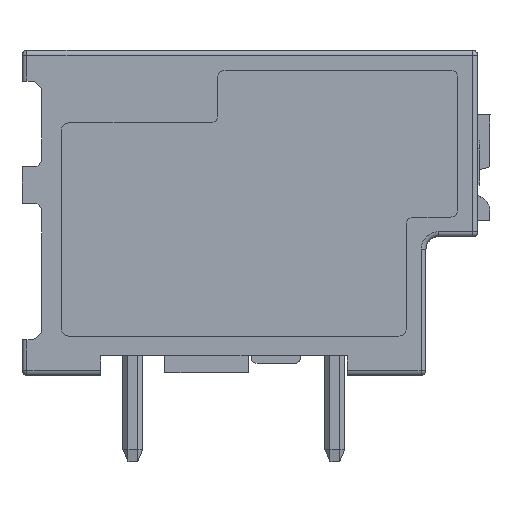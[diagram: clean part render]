
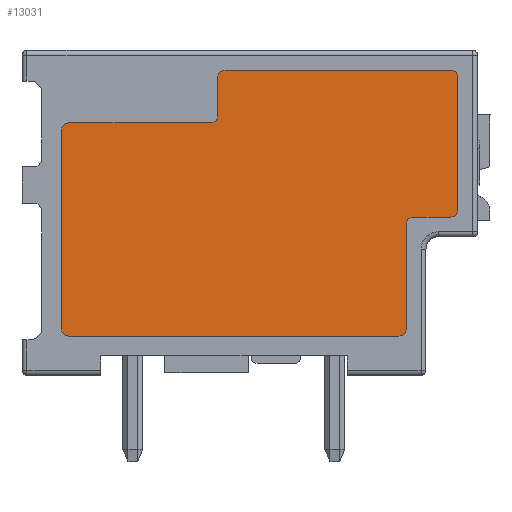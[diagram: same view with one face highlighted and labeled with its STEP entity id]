
A CAD part, left-side view. The second image highlights one B-rep face of the part: STEP entity #13031.
In plain terms, the highlighted planar face has unit normal (-1, 0, 0).
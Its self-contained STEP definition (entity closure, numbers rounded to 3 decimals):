
#86=AXIS2_PLACEMENT_3D('Circle Axis2P3D',#84,#85,$) ;
#191=AXIS2_PLACEMENT_3D('Circle Axis2P3D',#189,#190,$) ;
#273=AXIS2_PLACEMENT_3D('Circle Axis2P3D',#271,#272,$) ;
#12823=AXIS2_PLACEMENT_3D('Circle Axis2P3D',#12821,#12822,$) ;
#12873=AXIS2_PLACEMENT_3D('Circle Axis2P3D',#12871,#12872,$) ;
#12941=AXIS2_PLACEMENT_3D('Circle Axis2P3D',#12939,#12940,$) ;
#12959=AXIS2_PLACEMENT_3D('Circle Axis2P3D',#12957,#12958,$) ;
#12997=AXIS2_PLACEMENT_3D('Circle Axis2P3D',#12995,#12996,$) ;
#13011=AXIS2_PLACEMENT_3D('Plane Axis2P3D',#13008,#13009,#13010) ;
#40=CARTESIAN_POINT('Vertex',(0.8,10.75,15.9)) ;
#45=CARTESIAN_POINT('Line Origine',(0.8,6.175,15.9)) ;
#49=CARTESIAN_POINT('Vertex',(0.8,1.6,15.9)) ;
#84=CARTESIAN_POINT('Axis2P3D Location',(0.8,10.75,15.6)) ;
#88=CARTESIAN_POINT('Vertex',(0.8,11.05,15.6)) ;
#116=CARTESIAN_POINT('Line Origine',(0.8,11.05,14.825)) ;
#120=CARTESIAN_POINT('Vertex',(0.8,11.05,14.05)) ;
#148=CARTESIAN_POINT('Line Origine',(0.8,14.225,13.75)) ;
#152=CARTESIAN_POINT('Vertex',(0.8,11.35,13.75)) ;
#154=CARTESIAN_POINT('Vertex',(0.8,17.1,13.75)) ;
#189=CARTESIAN_POINT('Axis2P3D Location',(0.8,17.1,13.45)) ;
#193=CARTESIAN_POINT('Vertex',(0.8,17.4,13.45)) ;
#227=CARTESIAN_POINT('Vertex',(0.8,17.1,5.1)) ;
#241=CARTESIAN_POINT('Vertex',(0.8,3.7,5.1)) ;
#244=CARTESIAN_POINT('Line Origine',(0.8,10.4,5.1)) ;
#268=CARTESIAN_POINT('Vertex',(0.8,3.1,9.93)) ;
#271=CARTESIAN_POINT('Axis2P3D Location',(0.8,3.1,9.63)) ;
#275=CARTESIAN_POINT('Vertex',(0.8,3.4,9.63)) ;
#12821=CARTESIAN_POINT('Axis2P3D Location',(0.8,1.6,15.6)) ;
#12825=CARTESIAN_POINT('Vertex',(0.8,1.3,15.6)) ;
#12846=CARTESIAN_POINT('Line Origine',(0.8,1.3,12.915)) ;
#12850=CARTESIAN_POINT('Vertex',(0.8,1.3,10.23)) ;
#12871=CARTESIAN_POINT('Axis2P3D Location',(0.8,1.6,10.23)) ;
#12875=CARTESIAN_POINT('Vertex',(0.8,1.6,9.93)) ;
#12896=CARTESIAN_POINT('Line Origine',(0.8,2.35,9.93)) ;
#12914=CARTESIAN_POINT('Line Origine',(0.8,3.4,7.515)) ;
#12918=CARTESIAN_POINT('Vertex',(0.8,3.4,5.4)) ;
#12939=CARTESIAN_POINT('Axis2P3D Location',(0.8,3.7,5.4)) ;
#12957=CARTESIAN_POINT('Axis2P3D Location',(0.8,17.1,5.4)) ;
#12961=CARTESIAN_POINT('Vertex',(0.8,17.4,5.4)) ;
#12977=CARTESIAN_POINT('Line Origine',(0.8,17.4,9.425)) ;
#12995=CARTESIAN_POINT('Axis2P3D Location',(0.8,11.35,14.05)) ;
#13008=CARTESIAN_POINT('Axis2P3D Location',(0.8,28.95,24.83)) ;
#46=DIRECTION('Vector Direction',(0.,1.,0.)) ;
#85=DIRECTION('Axis2P3D Direction',(-1.,0.,0.)) ;
#117=DIRECTION('Vector Direction',(0.,0.,-1.)) ;
#149=DIRECTION('Vector Direction',(0.,1.,0.)) ;
#190=DIRECTION('Axis2P3D Direction',(-1.,0.,0.)) ;
#245=DIRECTION('Vector Direction',(0.,-1.,0.)) ;
#272=DIRECTION('Axis2P3D Direction',(1.,0.,-0.)) ;
#12822=DIRECTION('Axis2P3D Direction',(1.,0.,-0.)) ;
#12847=DIRECTION('Vector Direction',(0.,0.,-1.)) ;
#12872=DIRECTION('Axis2P3D Direction',(1.,0.,0.)) ;
#12897=DIRECTION('Vector Direction',(0.,1.,0.)) ;
#12915=DIRECTION('Vector Direction',(0.,0.,-1.)) ;
#12940=DIRECTION('Axis2P3D Direction',(1.,0.,0.)) ;
#12958=DIRECTION('Axis2P3D Direction',(1.,-0.,0.)) ;
#12978=DIRECTION('Vector Direction',(0.,0.,1.)) ;
#12996=DIRECTION('Axis2P3D Direction',(-1.,0.,0.)) ;
#13009=DIRECTION('Axis2P3D Direction',(-1.,-0.,-0.)) ;
#13010=DIRECTION('Axis2P3D XDirection',(0.,0.,-1.)) ;
#47=VECTOR('Line Direction',#46,1.) ;
#118=VECTOR('Line Direction',#117,1.) ;
#150=VECTOR('Line Direction',#149,1.) ;
#246=VECTOR('Line Direction',#245,1.) ;
#12848=VECTOR('Line Direction',#12847,1.) ;
#12898=VECTOR('Line Direction',#12897,1.) ;
#12916=VECTOR('Line Direction',#12915,1.) ;
#12979=VECTOR('Line Direction',#12978,1.) ;
#13014=ORIENTED_EDGE('',*,*,#51,.T.) ;
#13015=ORIENTED_EDGE('',*,*,#90,.T.) ;
#13016=ORIENTED_EDGE('',*,*,#122,.T.) ;
#13017=ORIENTED_EDGE('',*,*,#12999,.F.) ;
#13018=ORIENTED_EDGE('',*,*,#156,.T.) ;
#13019=ORIENTED_EDGE('',*,*,#195,.T.) ;
#13020=ORIENTED_EDGE('',*,*,#12981,.F.) ;
#13021=ORIENTED_EDGE('',*,*,#12963,.F.) ;
#13022=ORIENTED_EDGE('',*,*,#248,.T.) ;
#13023=ORIENTED_EDGE('',*,*,#12943,.F.) ;
#13024=ORIENTED_EDGE('',*,*,#12920,.F.) ;
#13025=ORIENTED_EDGE('',*,*,#277,.T.) ;
#13026=ORIENTED_EDGE('',*,*,#12900,.F.) ;
#13027=ORIENTED_EDGE('',*,*,#12877,.F.) ;
#13028=ORIENTED_EDGE('',*,*,#12852,.F.) ;
#13029=ORIENTED_EDGE('',*,*,#12827,.F.) ;
#13031=ADVANCED_FACE('model',(#13030),#13012,.T.) ;
#87=CIRCLE('generated circle',#86,0.3) ;
#192=CIRCLE('generated circle',#191,0.3) ;
#274=CIRCLE('generated circle',#273,0.3) ;
#12824=CIRCLE('generated circle',#12823,0.3) ;
#12874=CIRCLE('generated circle',#12873,0.3) ;
#12942=CIRCLE('generated circle',#12941,0.3) ;
#12960=CIRCLE('generated circle',#12959,0.3) ;
#12998=CIRCLE('generated circle',#12997,0.3) ;
#51=EDGE_CURVE('',#50,#41,#48,.T.) ;
#90=EDGE_CURVE('',#41,#89,#87,.T.) ;
#122=EDGE_CURVE('',#89,#121,#119,.T.) ;
#156=EDGE_CURVE('',#153,#155,#151,.T.) ;
#195=EDGE_CURVE('',#155,#194,#192,.T.) ;
#248=EDGE_CURVE('',#228,#242,#247,.T.) ;
#277=EDGE_CURVE('',#276,#269,#274,.T.) ;
#12827=EDGE_CURVE('',#50,#12826,#12824,.T.) ;
#12852=EDGE_CURVE('',#12826,#12851,#12849,.T.) ;
#12877=EDGE_CURVE('',#12851,#12876,#12874,.T.) ;
#12900=EDGE_CURVE('',#12876,#269,#12899,.T.) ;
#12920=EDGE_CURVE('',#276,#12919,#12917,.T.) ;
#12943=EDGE_CURVE('',#12919,#242,#12942,.T.) ;
#12963=EDGE_CURVE('',#228,#12962,#12960,.T.) ;
#12981=EDGE_CURVE('',#12962,#194,#12980,.T.) ;
#12999=EDGE_CURVE('',#153,#121,#12998,.T.) ;
#13013=EDGE_LOOP('',(#13014,#13015,#13016,#13017,#13018,#13019,#13020,#13021,#13022,#13023,#13024,#13025,#13026,#13027,#13028,#13029)) ;
#13030=FACE_OUTER_BOUND('',#13013,.T.) ;
#48=LINE('Line',#45,#47) ;
#119=LINE('Line',#116,#118) ;
#151=LINE('Line',#148,#150) ;
#247=LINE('Line',#244,#246) ;
#12849=LINE('Line',#12846,#12848) ;
#12899=LINE('Line',#12896,#12898) ;
#12917=LINE('Line',#12914,#12916) ;
#12980=LINE('Line',#12977,#12979) ;
#13012=PLANE('',#13011) ;
#41=VERTEX_POINT('',#40) ;
#50=VERTEX_POINT('',#49) ;
#89=VERTEX_POINT('',#88) ;
#121=VERTEX_POINT('',#120) ;
#153=VERTEX_POINT('',#152) ;
#155=VERTEX_POINT('',#154) ;
#194=VERTEX_POINT('',#193) ;
#228=VERTEX_POINT('',#227) ;
#242=VERTEX_POINT('',#241) ;
#269=VERTEX_POINT('',#268) ;
#276=VERTEX_POINT('',#275) ;
#12826=VERTEX_POINT('',#12825) ;
#12851=VERTEX_POINT('',#12850) ;
#12876=VERTEX_POINT('',#12875) ;
#12919=VERTEX_POINT('',#12918) ;
#12962=VERTEX_POINT('',#12961) ;
